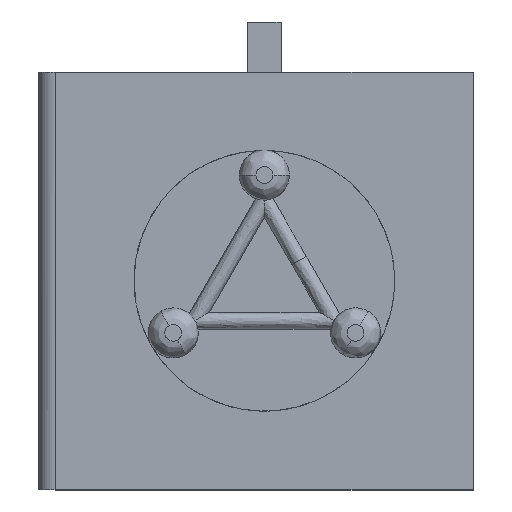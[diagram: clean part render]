
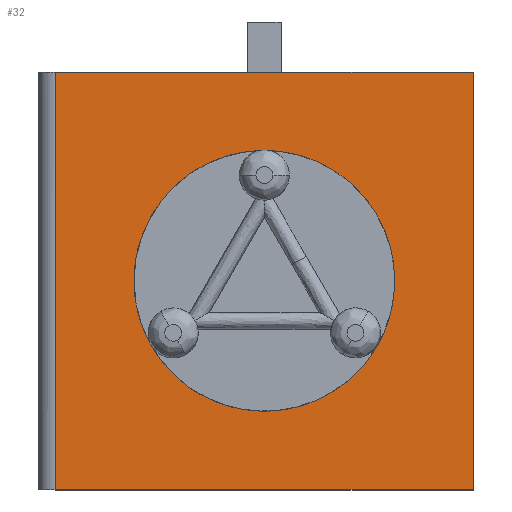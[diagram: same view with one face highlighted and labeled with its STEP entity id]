
A CAD part, top view. The second image highlights one B-rep face of the part: STEP entity #32.
In plain terms, the highlighted free-form (B-spline) face has degree [1, 1] with [2, 2] control points.
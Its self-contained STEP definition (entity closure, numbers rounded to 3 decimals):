
#32=ADVANCED_FACE('',(#87),#1247,.T.);
#87=FACE_OUTER_BOUND('',#142,.T.);
#142=EDGE_LOOP('',(#206,#207,#208,#209));
#206=ORIENTED_EDGE('',*,*,#988,.T.);
#207=ORIENTED_EDGE('',*,*,#986,.F.);
#208=ORIENTED_EDGE('',*,*,#989,.T.);
#209=ORIENTED_EDGE('',*,*,#990,.T.);
#428=PCURVE('',#1246,#652);
#430=PCURVE('',#1247,#654);
#431=PCURVE('',#1247,#655);
#432=PCURVE('',#1247,#656);
#433=PCURVE('',#1247,#657);
#453=PCURVE('',#1252,#677);
#461=PCURVE('',#1254,#685);
#474=PCURVE('',#1255,#698);
#652=DEFINITIONAL_REPRESENTATION('',(#1313),#4213);
#654=DEFINITIONAL_REPRESENTATION('',(#1317),#4213);
#655=DEFINITIONAL_REPRESENTATION('',(#1318),#4213);
#656=DEFINITIONAL_REPRESENTATION('',(#1320),#4213);
#657=DEFINITIONAL_REPRESENTATION('',(#1322),#4213);
#677=DEFINITIONAL_REPRESENTATION('',(#1344),#4213);
#685=DEFINITIONAL_REPRESENTATION('',(#1353),#4213);
#698=DEFINITIONAL_REPRESENTATION('',(#1362),#4213);
#874=SURFACE_CURVE('',#1312,(#428,#431),.PCURVE_S1.);
#876=SURFACE_CURVE('',#1316,(#430,#474),.PCURVE_S1.);
#877=SURFACE_CURVE('',#1319,(#432,#461),.PCURVE_S1.);
#878=SURFACE_CURVE('',#1321,(#433,#453),.PCURVE_S1.);
#986=EDGE_CURVE('',#1180,#1181,#874,.T.);
#988=EDGE_CURVE('',#1182,#1181,#876,.T.);
#989=EDGE_CURVE('',#1180,#1183,#877,.T.);
#990=EDGE_CURVE('',#1183,#1182,#878,.T.);
#1180=VERTEX_POINT('',#1764);
#1181=VERTEX_POINT('',#1765);
#1182=VERTEX_POINT('',#1766);
#1183=VERTEX_POINT('',#1767);
#1246=B_SPLINE_SURFACE_WITH_KNOTS('',1,1,((#1680,#1681),(#1682,#1683)),
 .UNSPECIFIED.,.F.,.F.,.F.,(2,2),(2,2),(-27.62,2.62),(-4.52,0.52),
 .UNSPECIFIED.);
#1247=B_SPLINE_SURFACE_WITH_KNOTS('',1,1,((#1684,#1685),(#1686,#1687)),
 .UNSPECIFIED.,.F.,.F.,.F.,(2,2),(2,2),(-27.62,2.62),(-2.62,27.62),
 .UNSPECIFIED.);
#1252=B_SPLINE_SURFACE_WITH_KNOTS('',1,1,((#1722,#1723),(#1724,#1725)),
 .UNSPECIFIED.,.F.,.F.,.F.,(2,2),(2,2),(-27.62,2.62),(-4.52,0.52),
 .UNSPECIFIED.);
#1254=B_SPLINE_SURFACE_WITH_KNOTS('',1,1,((#1730,#1731),(#1732,#1733)),
 .UNSPECIFIED.,.F.,.F.,.F.,(2,2),(2,2),(-11.12,1.12),(-2.62,27.62),
 .UNSPECIFIED.);
#1255=B_SPLINE_SURFACE_WITH_KNOTS('',1,1,((#1734,#1735),(#1736,#1737)),
 .UNSPECIFIED.,.F.,.F.,.F.,(2,2),(2,2),(-1.12,11.12),(-27.62,2.62),
 .UNSPECIFIED.);
#1312=B_SPLINE_CURVE_WITH_KNOTS('',1,(#1832,#1833),.UNSPECIFIED.,.F.,.F.,
(2,2),(-50.,-25.),.UNSPECIFIED.);
#1313=B_SPLINE_CURVE_WITH_KNOTS('',1,(#1834,#1835),.UNSPECIFIED.,.F.,.F.,
(2,2),(-50.,-25.),.UNSPECIFIED.);
#1316=B_SPLINE_CURVE_WITH_KNOTS('',1,(#1840,#1841),.UNSPECIFIED.,.F.,.F.,
(2,2),(0.,25.),.UNSPECIFIED.);
#1317=B_SPLINE_CURVE_WITH_KNOTS('',1,(#1842,#1843),.UNSPECIFIED.,.F.,.F.,
(2,2),(0.,25.),.UNSPECIFIED.);
#1318=B_SPLINE_CURVE_WITH_KNOTS('',1,(#1844,#1845),.UNSPECIFIED.,.F.,.F.,
(2,2),(-50.,-25.),.UNSPECIFIED.);
#1319=B_SPLINE_CURVE_WITH_KNOTS('',1,(#1846,#1847),.UNSPECIFIED.,.F.,.F.,
(2,2),(50.,75.),.UNSPECIFIED.);
#1320=B_SPLINE_CURVE_WITH_KNOTS('',1,(#1848,#1849),.UNSPECIFIED.,.F.,.F.,
(2,2),(50.,75.),.UNSPECIFIED.);
#1321=B_SPLINE_CURVE_WITH_KNOTS('',1,(#1850,#1851),.UNSPECIFIED.,.F.,.F.,
(2,2),(75.,100.),.UNSPECIFIED.);
#1322=B_SPLINE_CURVE_WITH_KNOTS('',1,(#1852,#1853),.UNSPECIFIED.,.F.,.F.,
(2,2),(75.,100.),.UNSPECIFIED.);
#1344=B_SPLINE_CURVE_WITH_KNOTS('',1,(#1934,#1935),.UNSPECIFIED.,.F.,.F.,
(2,2),(75.,100.),.UNSPECIFIED.);
#1353=B_SPLINE_CURVE_WITH_KNOTS('',1,(#1956,#1957),.UNSPECIFIED.,.F.,.F.,
(2,2),(50.,75.),.UNSPECIFIED.);
#1362=B_SPLINE_CURVE_WITH_KNOTS('',1,(#1990,#1991),.UNSPECIFIED.,.F.,.F.,
(2,2),(0.,25.),.UNSPECIFIED.);
#1680=CARTESIAN_POINT('',(25.,-2.62,5.48));
#1681=CARTESIAN_POINT('',(25.,-2.62,10.52));
#1682=CARTESIAN_POINT('',(25.,27.62,5.48));
#1683=CARTESIAN_POINT('',(25.,27.62,10.52));
#1684=CARTESIAN_POINT('',(-2.62,-2.62,10.));
#1685=CARTESIAN_POINT('',(-2.62,27.62,10.));
#1686=CARTESIAN_POINT('',(27.62,-2.62,10.));
#1687=CARTESIAN_POINT('',(27.62,27.62,10.));
#1722=CARTESIAN_POINT('',(0.,27.62,5.48));
#1723=CARTESIAN_POINT('',(0.,27.62,10.52));
#1724=CARTESIAN_POINT('',(0.,-2.62,5.48));
#1725=CARTESIAN_POINT('',(0.,-2.62,10.52));
#1730=CARTESIAN_POINT('',(-2.62,25.,-1.12));
#1731=CARTESIAN_POINT('',(27.62,25.,-1.12));
#1732=CARTESIAN_POINT('',(-2.62,25.,11.12));
#1733=CARTESIAN_POINT('',(27.62,25.,11.12));
#1734=CARTESIAN_POINT('',(-2.62,0.,11.12));
#1735=CARTESIAN_POINT('',(27.62,0.,11.12));
#1736=CARTESIAN_POINT('',(-2.62,0.,-1.12));
#1737=CARTESIAN_POINT('',(27.62,0.,-1.12));
#1764=CARTESIAN_POINT('',(25.,25.,10.));
#1765=CARTESIAN_POINT('',(25.,0.,10.));
#1766=CARTESIAN_POINT('',(0.,0.,10.));
#1767=CARTESIAN_POINT('',(0.,25.,10.));
#1832=CARTESIAN_POINT('',(25.,25.,10.));
#1833=CARTESIAN_POINT('',(25.,0.,10.));
#1834=CARTESIAN_POINT('',(0.,0.));
#1835=CARTESIAN_POINT('',(-25.,0.));
#1840=CARTESIAN_POINT('',(0.,0.,10.));
#1841=CARTESIAN_POINT('',(25.,0.,10.));
#1842=CARTESIAN_POINT('',(-25.,0.));
#1843=CARTESIAN_POINT('',(0.,0.));
#1844=CARTESIAN_POINT('',(0.,25.));
#1845=CARTESIAN_POINT('',(0.,0.));
#1846=CARTESIAN_POINT('',(25.,25.,10.));
#1847=CARTESIAN_POINT('',(0.,25.,10.));
#1848=CARTESIAN_POINT('',(0.,25.));
#1849=CARTESIAN_POINT('',(-25.,25.));
#1850=CARTESIAN_POINT('',(0.,25.,10.));
#1851=CARTESIAN_POINT('',(0.,0.,10.));
#1852=CARTESIAN_POINT('',(-25.,25.));
#1853=CARTESIAN_POINT('',(-25.,0.));
#1934=CARTESIAN_POINT('',(-25.,0.));
#1935=CARTESIAN_POINT('',(0.,0.));
#1956=CARTESIAN_POINT('',(0.,25.));
#1957=CARTESIAN_POINT('',(0.,0.));
#1990=CARTESIAN_POINT('',(0.,-25.));
#1991=CARTESIAN_POINT('',(0.,0.));
#4213=(
GEOMETRIC_REPRESENTATION_CONTEXT(2)
PARAMETRIC_REPRESENTATION_CONTEXT()
REPRESENTATION_CONTEXT('pspace','')
);
